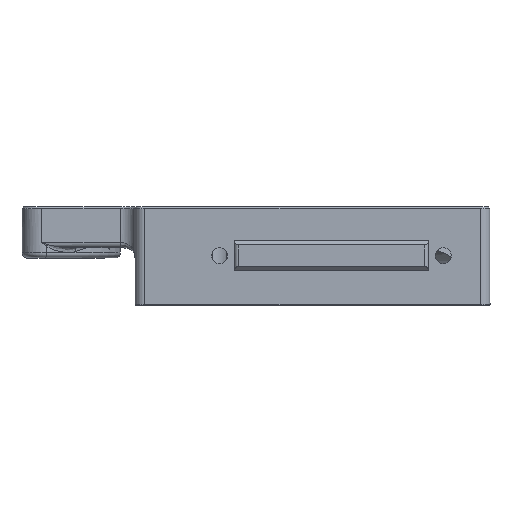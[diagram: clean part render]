
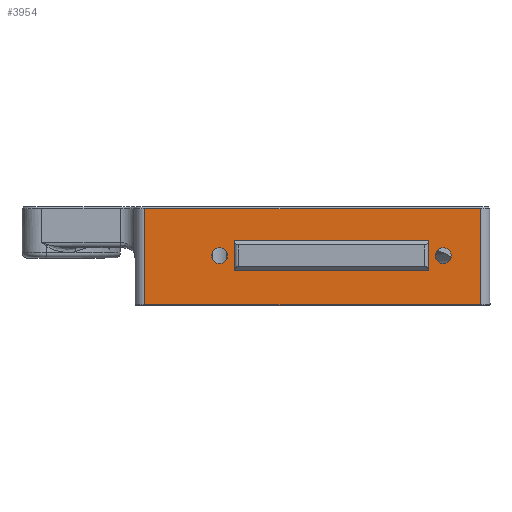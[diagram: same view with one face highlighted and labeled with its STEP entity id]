
A CAD part, top view. The second image highlights one B-rep face of the part: STEP entity #3954.
In plain terms, the highlighted planar face has unit normal (0, 0, 1).
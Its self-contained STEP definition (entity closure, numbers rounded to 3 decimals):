
#34=FACE_BOUND('',#640,.T.);
#35=FACE_BOUND('',#641,.T.);
#36=FACE_BOUND('',#642,.T.);
#237=CIRCLE('',#4220,1.6);
#238=CIRCLE('',#4221,1.6);
#413=FACE_OUTER_BOUND('',#639,.T.);
#639=EDGE_LOOP('',(#2695,#2696,#2697,#2698));
#640=EDGE_LOOP('',(#2699,#2700,#2701,#2702));
#641=EDGE_LOOP('',(#2703));
#642=EDGE_LOOP('',(#2704));
#857=LINE('',#5781,#1221);
#903=LINE('',#5928,#1267);
#904=LINE('',#5932,#1268);
#905=LINE('',#5933,#1269);
#906=LINE('',#5936,#1270);
#907=LINE('',#5938,#1271);
#908=LINE('',#5940,#1272);
#909=LINE('',#5941,#1273);
#1221=VECTOR('',#4589,10.);
#1267=VECTOR('',#4729,2.);
#1268=VECTOR('',#4734,10.);
#1269=VECTOR('',#4735,10.);
#1270=VECTOR('',#4736,10.);
#1271=VECTOR('',#4737,10.);
#1272=VECTOR('',#4738,10.);
#1273=VECTOR('',#4739,10.);
#1582=VERTEX_POINT('',#5774);
#1585=VERTEX_POINT('',#5779);
#1635=VERTEX_POINT('',#5927);
#1636=VERTEX_POINT('',#5931);
#1637=VERTEX_POINT('',#5934);
#1638=VERTEX_POINT('',#5935);
#1639=VERTEX_POINT('',#5937);
#1640=VERTEX_POINT('',#5939);
#1641=VERTEX_POINT('',#5942);
#1642=VERTEX_POINT('',#5944);
#1978=EDGE_CURVE('',#1585,#1582,#857,.T.);
#2050=EDGE_CURVE('',#1635,#1582,#903,.T.);
#2052=EDGE_CURVE('',#1636,#1585,#904,.T.);
#2053=EDGE_CURVE('',#1635,#1636,#905,.T.);
#2054=EDGE_CURVE('',#1637,#1638,#906,.T.);
#2055=EDGE_CURVE('',#1638,#1639,#907,.T.);
#2056=EDGE_CURVE('',#1639,#1640,#908,.T.);
#2057=EDGE_CURVE('',#1640,#1637,#909,.T.);
#2058=EDGE_CURVE('',#1641,#1641,#237,.T.);
#2059=EDGE_CURVE('',#1642,#1642,#238,.T.);
#2695=ORIENTED_EDGE('',*,*,#1978,.F.);
#2696=ORIENTED_EDGE('',*,*,#2052,.F.);
#2697=ORIENTED_EDGE('',*,*,#2053,.F.);
#2698=ORIENTED_EDGE('',*,*,#2050,.T.);
#2699=ORIENTED_EDGE('',*,*,#2054,.T.);
#2700=ORIENTED_EDGE('',*,*,#2055,.T.);
#2701=ORIENTED_EDGE('',*,*,#2056,.T.);
#2702=ORIENTED_EDGE('',*,*,#2057,.T.);
#2703=ORIENTED_EDGE('',*,*,#2058,.T.);
#2704=ORIENTED_EDGE('',*,*,#2059,.T.);
#3827=PLANE('',#4219);
#3954=ADVANCED_FACE('',(#413,#34,#35,#36),#3827,.T.);
#4219=AXIS2_PLACEMENT_3D('',#5930,#4732,#4733);
#4220=AXIS2_PLACEMENT_3D('',#5943,#4740,#4741);
#4221=AXIS2_PLACEMENT_3D('',#5945,#4742,#4743);
#4589=DIRECTION('',(1.,0.,0.));
#4729=DIRECTION('',(0.,1.,0.));
#4732=DIRECTION('center_axis',(0.,0.,
1.));
#4733=DIRECTION('ref_axis',(1.,0.,0.));
#4734=DIRECTION('',(0.,1.,0.));
#4735=DIRECTION('',(-1.,0.,0.));
#4736=DIRECTION('',(1.,0.,0.));
#4737=DIRECTION('',(0.,-1.,0.));
#4738=DIRECTION('',(-1.,0.,0.));
#4739=DIRECTION('',(0.,1.,0.));
#4740=DIRECTION('center_axis',(0.,0.,
-1.));
#4741=DIRECTION('ref_axis',(-1.,0.,0.));
#4742=DIRECTION('center_axis',(0.,0.,
-1.));
#4743=DIRECTION('ref_axis',(-1.,0.,0.));
#5774=CARTESIAN_POINT('',(82.999,-18.4,-58.096));
#5779=CARTESIAN_POINT('',(14.8,-18.4,-58.096));
#5781=CARTESIAN_POINT('',(21.399,-18.4,-58.096));
#5927=CARTESIAN_POINT('',(82.999,-38.,-58.096));
#5928=CARTESIAN_POINT('',(82.999,-38.,-58.096));
#5930=CARTESIAN_POINT('Origin',(15.8,-38.,-58.096));
#5931=CARTESIAN_POINT('',(14.8,-38.,-58.096));
#5932=CARTESIAN_POINT('',(14.8,-28.,-58.096));
#5933=CARTESIAN_POINT('',(69.499,-38.,-58.096));
#5934=CARTESIAN_POINT('',(32.999,-25.,-58.096));
#5935=CARTESIAN_POINT('',(72.499,-25.,-58.096));
#5936=CARTESIAN_POINT('',(44.149,-25.,-58.096));
#5937=CARTESIAN_POINT('',(72.499,-31.,-58.096));
#5938=CARTESIAN_POINT('',(72.499,-34.5,-58.096));
#5939=CARTESIAN_POINT('',(32.999,-31.,-58.096));
#5940=CARTESIAN_POINT('',(24.399,-31.,-58.096));
#5941=CARTESIAN_POINT('',(32.999,-31.5,-58.096));
#5942=CARTESIAN_POINT('',(77.099,-28.,-58.096));
#5943=CARTESIAN_POINT('Origin',(75.499,-28.,-58.096));
#5944=CARTESIAN_POINT('',(31.599,-28.,-58.096));
#5945=CARTESIAN_POINT('Origin',(29.999,-28.,-58.096));
